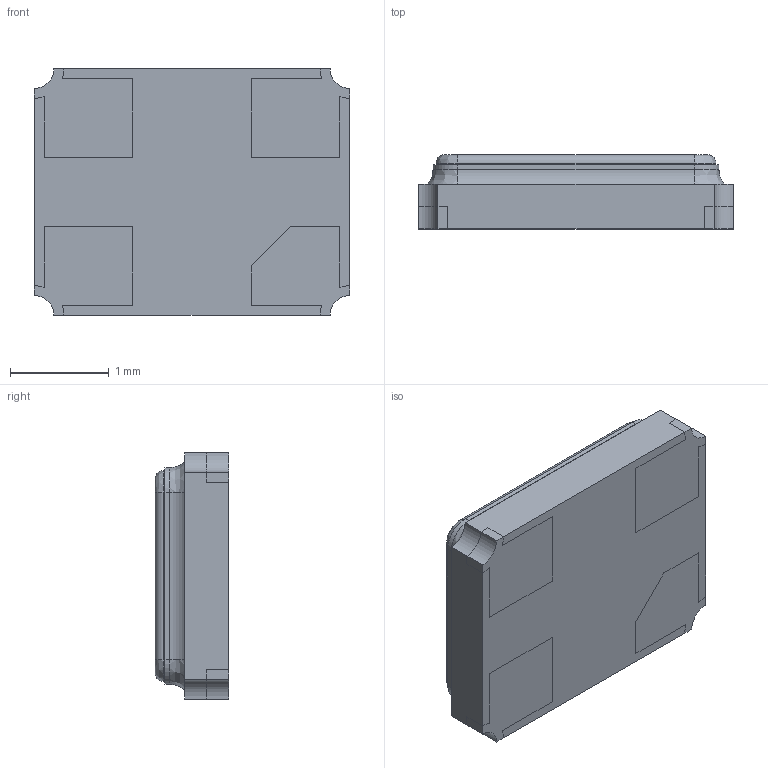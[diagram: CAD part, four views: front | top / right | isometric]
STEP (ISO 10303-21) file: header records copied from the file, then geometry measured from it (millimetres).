
FILE_DESCRIPTION (( 'STEP AP214' ), '1' );
FILE_NAME ('C3E-10.000-10-1530-X-R.STEP', '2025-01-20T17:54:06', ( '' ), ( '' ), 'SwSTEP 2.0', 'SolidWorks 2021', '' );
FILE_SCHEMA (( 'AUTOMOTIVE_DESIGN' ));
Length unit declared in the file: millimetre
Products named in the file (1): C3E-10.000-10-1530-X-R
Bounding box: 3.2 x 0.75 x 2.5 mm (x, y, z)
Volume: 5.4 mm3; surface area: 60.3 mm2
Topology: 8 solids, 8 shells, 127 faces, 314 edges, 204 vertices
Faces by surface type: plane 75, cylinder 44, bspline 8
Entity records: 3940 total; most frequent: CARTESIAN_POINT 780, DIRECTION 642, ORIENTED_EDGE 628, EDGE_CURVE 314, LINE 218, VECTOR 218, AXIS2_PLACEMENT_3D 212, VERTEX_POINT 204
